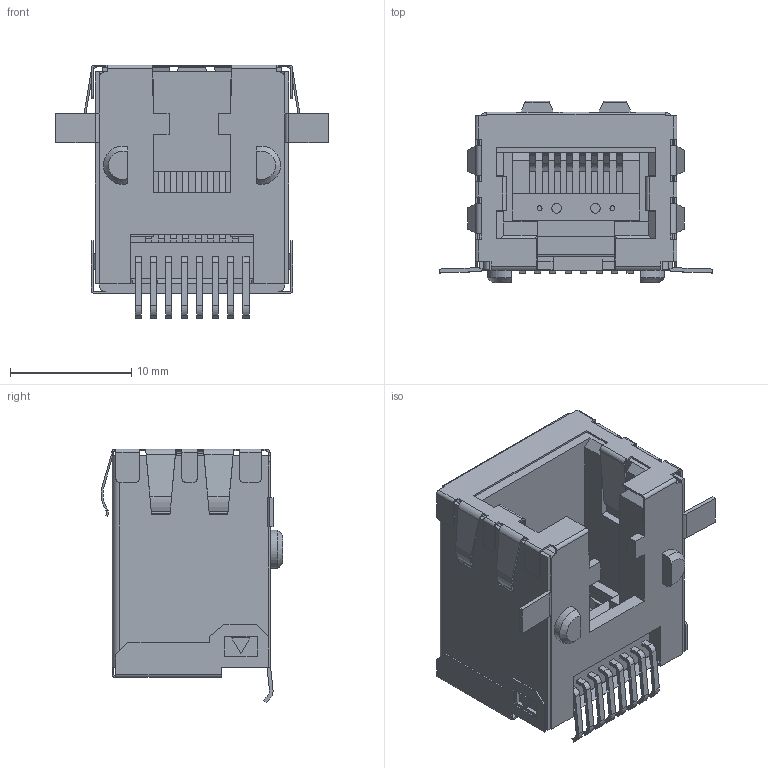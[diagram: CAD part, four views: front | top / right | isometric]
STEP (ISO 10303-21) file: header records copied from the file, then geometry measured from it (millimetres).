
FILE_DESCRIPTION((''),'2;1');
FILE_NAME('855437001','2011-12-07T',('gga'),(''),'PRO/ENGINEER BY PARAMETRIC TECHNOLOGY CORPORATION, 2003451','PRO/ENGINEER BY PARAMETRIC TECHNOLOGY CORPORATION, 2003451','');
FILE_SCHEMA(('CONFIG_CONTROL_DESIGN'));
Length unit declared in the file: millimetre
Products named in the file (1): 855437001
Bounding box: 22.5 x 14.95 x 20.9 mm (x, y, z)
Volume: 1643.2 mm3; surface area: 4479 mm2
Topology: 3 solids, 3 shells, 840 faces, 2537 edges, 1681 vertices
Faces by surface type: plane 566, cylinder 232, bspline 36, sphere 4, cone 2
Entity records: 29222 total; most frequent: CARTESIAN_POINT 6323, ORIENTED_EDGE 4928, DIRECTION 4475, EDGE_CURVE 2464, VECTOR 2033, LINE 2033, VERTEX_POINT 1598, AXIS2_PLACEMENT_3D 1221
